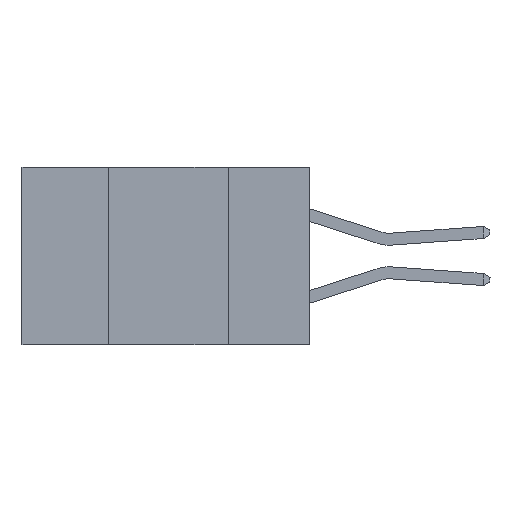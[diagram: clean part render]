
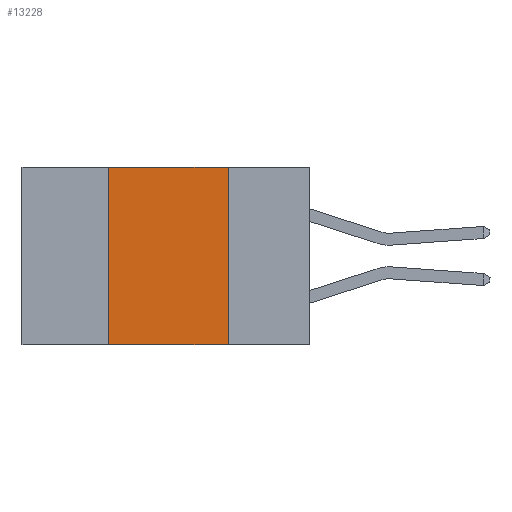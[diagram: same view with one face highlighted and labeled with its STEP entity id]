
A CAD part, left-side view. The second image highlights one B-rep face of the part: STEP entity #13228.
In plain terms, the highlighted planar face has unit normal (-1, 0, 0).
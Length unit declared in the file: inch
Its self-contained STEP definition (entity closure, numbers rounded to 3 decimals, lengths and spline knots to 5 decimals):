
#406 = CARTESIAN_POINT ( 'NONE',  ( 0., 0.17, -0.37 ) ) ;
#746 = DIRECTION ( 'NONE',  ( 0., 0., 1. ) ) ;
#1075 = VERTEX_POINT ( 'NONE', #4401 ) ;
#1399 = CARTESIAN_POINT ( 'NONE',  ( 0., 0.17, 0. ) ) ;
#1583 = CARTESIAN_POINT ( 'NONE',  ( 0., 0.42, -0.37 ) ) ;
#1888 = VERTEX_POINT ( 'NONE', #1399 ) ;
#1992 = PLANE ( 'NONE',  #7380 ) ;
#2841 = ORIENTED_EDGE ( 'NONE', *, *, #12456, .F. ) ;
#3322 = CARTESIAN_POINT ( 'NONE',  ( 0., 0.6, -0.37 ) ) ;
#4055 = ORIENTED_EDGE ( 'NONE', *, *, #17461, .F. ) ;
#4301 = LINE ( 'NONE', #4529, #17757 ) ;
#4317 = LINE ( 'NONE', #406, #14726 ) ;
#4401 = CARTESIAN_POINT ( 'NONE',  ( 0., 0.17, -0.37 ) ) ;
#4469 = LINE ( 'NONE', #3322, #10885 ) ;
#4529 = CARTESIAN_POINT ( 'NONE',  ( 0., 0.6, 0. ) ) ;
#5004 = DIRECTION ( 'NONE',  ( 0., 0., -1. ) ) ;
#5141 = ORIENTED_EDGE ( 'NONE', *, *, #12962, .F. ) ;
#5959 = DIRECTION ( 'NONE',  ( 0., -1., 0. ) ) ;
#6530 = EDGE_LOOP ( 'NONE', ( #2841, #5141, #4055, #15882 ) ) ;
#7380 = AXIS2_PLACEMENT_3D ( 'NONE', #11806, #13140, #5004 ) ;
#7537 = DIRECTION ( 'NONE',  ( 0., -1., 0. ) ) ;
#7798 = LINE ( 'NONE', #8002, #14553 ) ;
#8002 = CARTESIAN_POINT ( 'NONE',  ( 0., 0.42, -0.37 ) ) ;
#8033 = VERTEX_POINT ( 'NONE', #1583 ) ;
#9089 = DIRECTION ( 'NONE',  ( 0., 0., -1. ) ) ;
#9298 = VERTEX_POINT ( 'NONE', #14466 ) ;
#10885 = VECTOR ( 'NONE', #7537, 39.37008 ) ;
#11806 = CARTESIAN_POINT ( 'NONE',  ( 0., 0.6, 0. ) ) ;
#12456 = EDGE_CURVE ( 'NONE', #1888, #1075, #4317, .T. ) ;
#12962 = EDGE_CURVE ( 'NONE', #9298, #1888, #4301, .T. ) ;
#13140 = DIRECTION ( 'NONE',  ( 1., 0., 0. ) ) ;
#13228 = ADVANCED_FACE ( 'NONE', ( #14476 ), #1992, .F. ) ;
#14466 = CARTESIAN_POINT ( 'NONE',  ( 0., 0.42, 0. ) ) ;
#14476 = FACE_OUTER_BOUND ( 'NONE', #6530, .T. ) ;
#14553 = VECTOR ( 'NONE', #746, 39.37008 ) ;
#14704 = EDGE_CURVE ( 'NONE', #8033, #1075, #4469, .T. ) ;
#14726 = VECTOR ( 'NONE', #9089, 39.37008 ) ;
#15882 = ORIENTED_EDGE ( 'NONE', *, *, #14704, .T. ) ;
#17461 = EDGE_CURVE ( 'NONE', #8033, #9298, #7798, .T. ) ;
#17757 = VECTOR ( 'NONE', #5959, 39.37008 ) ;
